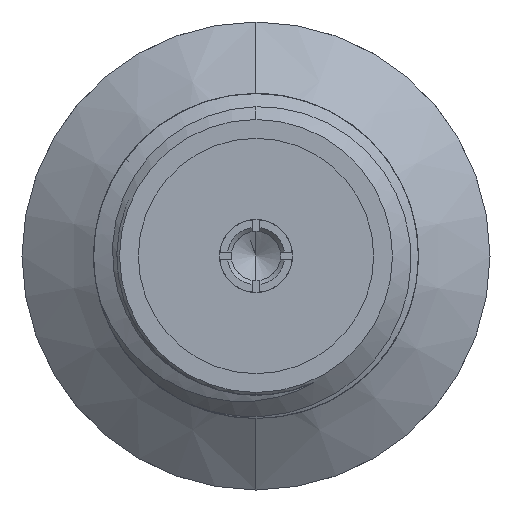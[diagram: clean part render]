
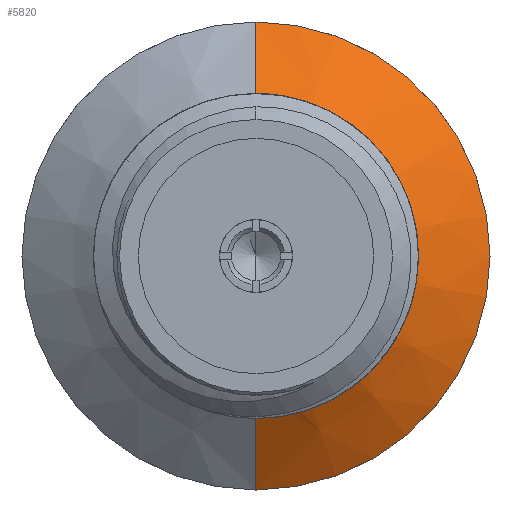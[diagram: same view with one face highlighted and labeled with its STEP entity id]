
A CAD part, left-side view. The second image highlights one B-rep face of the part: STEP entity #5820.
In plain terms, the highlighted conical face has half-angle 53.746 degrees and reference radius 3.619 mm.
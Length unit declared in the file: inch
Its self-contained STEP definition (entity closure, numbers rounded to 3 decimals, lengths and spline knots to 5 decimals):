
#1639=DIRECTION('',(-0.591,0.,-0.806));
#1640=VECTOR('',#1639,0.09301);
#1641=CARTESIAN_POINT('',(-0.076,0.,0.18));
#1642=LINE('',#1641,#1640);
#1643=DIRECTION('',(-0.591,0.,0.806));
#1644=VECTOR('',#1643,0.09301);
#1645=CARTESIAN_POINT('',(-0.076,0.,-0.18));
#1646=LINE('',#1645,#1644);
#1647=CARTESIAN_POINT('',(-0.076,0.,0.));
#1648=DIRECTION('',(1.,0.,0.));
#1649=DIRECTION('',(0.,0.,1.));
#1650=AXIS2_PLACEMENT_3D('',#1647,#1648,#1649);
#1669=CARTESIAN_POINT('',(-0.131,0.,0.));
#1670=DIRECTION('',(1.,0.,0.));
#1671=DIRECTION('',(0.,0.,1.));
#1672=AXIS2_PLACEMENT_3D('',#1669,#1670,#1671);
#3725=CARTESIAN_POINT('',(-0.076,0.,0.18));
#3726=CARTESIAN_POINT('',(-0.076,0.,-0.18));
#3727=VERTEX_POINT('',#3725);
#3728=VERTEX_POINT('',#3726);
#3729=CARTESIAN_POINT('',(-0.131,0.,0.105));
#3730=CARTESIAN_POINT('',(-0.131,0.,-0.105));
#3731=VERTEX_POINT('',#3729);
#3732=VERTEX_POINT('',#3730);
#5807=CARTESIAN_POINT('',(-0.1035,0.,0.));
#5808=DIRECTION('',(1.,0.,0.));
#5809=DIRECTION('',(0.,0.,1.));
#5810=AXIS2_PLACEMENT_3D('',#5807,#5808,#5809);
#5811=CONICAL_SURFACE('',#5810,0.1425,53.746);
#5813=ORIENTED_EDGE('',*,*,#5812,.T.);
#5814=ORIENTED_EDGE('',*,*,#5802,.T.);
#5816=ORIENTED_EDGE('',*,*,#5815,.F.);
#5817=ORIENTED_EDGE('',*,*,#5798,.F.);
#5818=EDGE_LOOP('',(#5813,#5814,#5816,#5817));
#5819=FACE_OUTER_BOUND('',#5818,.F.);
#5820=ADVANCED_FACE('',(#5819),#5811,.T.);
#1651=CIRCLE('',#1650,0.18);
#1673=CIRCLE('',#1672,0.105);
#5798=EDGE_CURVE('',#3727,#3731,#1642,.T.);
#5802=EDGE_CURVE('',#3728,#3732,#1646,.T.);
#5812=EDGE_CURVE('',#3727,#3728,#1651,.T.);
#5815=EDGE_CURVE('',#3731,#3732,#1673,.T.);
